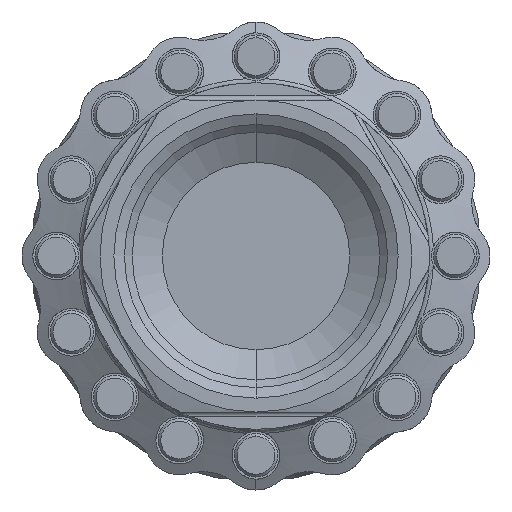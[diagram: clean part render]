
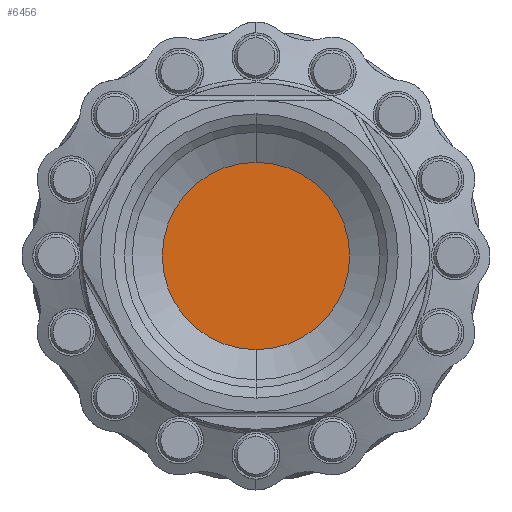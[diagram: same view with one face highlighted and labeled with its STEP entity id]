
A CAD part, left-side view. The second image highlights one B-rep face of the part: STEP entity #6456.
In plain terms, the highlighted planar face has unit normal (-1, 0, 0).
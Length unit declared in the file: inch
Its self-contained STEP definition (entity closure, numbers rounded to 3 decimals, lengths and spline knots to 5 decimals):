
#769 = AXIS2_PLACEMENT_3D ( 'NONE', #10871, #4778, #6831 ) ;
#1192 = CARTESIAN_POINT ( 'NONE',  ( 1.25229, 0., 0.6755 ) ) ;
#3317 = DIRECTION ( 'NONE',  ( -1., 0., 0. ) ) ;
#3505 = CIRCLE ( 'NONE', #5349, 0.6755 ) ;
#3662 = CIRCLE ( 'NONE', #11211, 0.6755 ) ;
#4290 = FACE_OUTER_BOUND ( 'NONE', #9880, .T. ) ;
#4343 = CARTESIAN_POINT ( 'NONE',  ( 1.25229, 0., 0. ) ) ;
#4778 = DIRECTION ( 'NONE',  ( -1., 0., 0. ) ) ;
#5349 = AXIS2_PLACEMENT_3D ( 'NONE', #8179, #12151, #10186 ) ;
#6167 = CARTESIAN_POINT ( 'NONE',  ( 1.25229, 0., -0.6755 ) ) ;
#6456 = ADVANCED_FACE ( 'NONE', ( #4290 ), #7810, .T. ) ;
#6671 = VERTEX_POINT ( 'NONE', #1192 ) ;
#6831 = DIRECTION ( 'NONE',  ( 0., 0., 1. ) ) ;
#6984 = EDGE_CURVE ( 'NONE', #6671, #12840, #3662, .T. ) ;
#7108 = ORIENTED_EDGE ( 'NONE', *, *, #6984, .T. ) ;
#7810 = PLANE ( 'NONE',  #769 ) ;
#8179 = CARTESIAN_POINT ( 'NONE',  ( 1.25229, 0., 0. ) ) ;
#8306 = DIRECTION ( 'NONE',  ( 0., 0., 1. ) ) ;
#9880 = EDGE_LOOP ( 'NONE', ( #7108, #10755 ) ) ;
#10002 = EDGE_CURVE ( 'NONE', #12840, #6671, #3505, .T. ) ;
#10186 = DIRECTION ( 'NONE',  ( 0., 0., 1. ) ) ;
#10755 = ORIENTED_EDGE ( 'NONE', *, *, #10002, .T. ) ;
#10871 = CARTESIAN_POINT ( 'NONE',  ( 1.25229, 0.6755, 0. ) ) ;
#11211 = AXIS2_PLACEMENT_3D ( 'NONE', #4343, #3317, #8306 ) ;
#12151 = DIRECTION ( 'NONE',  ( -1., 0., 0. ) ) ;
#12840 = VERTEX_POINT ( 'NONE', #6167 ) ;
